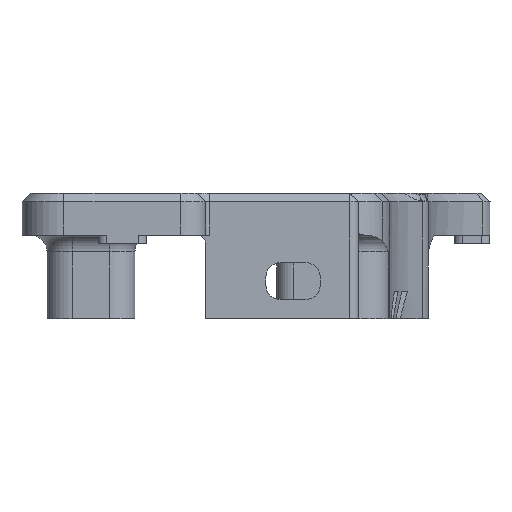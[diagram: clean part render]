
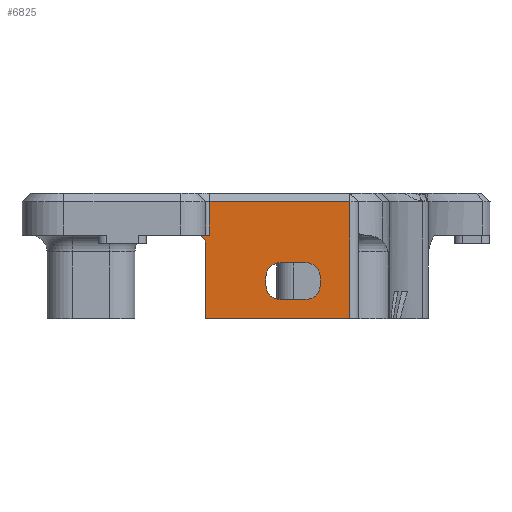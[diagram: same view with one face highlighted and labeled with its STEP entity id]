
A CAD part, front view. The second image highlights one B-rep face of the part: STEP entity #6825.
In plain terms, the highlighted planar face has unit normal (0, -1, 0).
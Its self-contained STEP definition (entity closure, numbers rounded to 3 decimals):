
#545=FACE_BOUND('',#1431,.T.);
#645=PLANE('',#7413);
#1021=FACE_OUTER_BOUND('',#1430,.T.);
#1430=EDGE_LOOP('',(#5682,#5683,#5684,#5685,#5686,#5687,#5688));
#1431=EDGE_LOOP('',(#5689,#5690,#5691,#5692,#5693,#5694,#5695,#5696));
#1877=LINE('',#11256,#2432);
#1899=LINE('',#11371,#2454);
#1999=LINE('',#11883,#2554);
#2000=LINE('',#11884,#2555);
#2001=LINE('',#11885,#2556);
#2002=LINE('',#11888,#2557);
#2003=LINE('',#11891,#2558);
#2004=LINE('',#11895,#2559);
#2005=LINE('',#11899,#2560);
#2006=LINE('',#11903,#2561);
#2432=VECTOR('',#8478,1000.);
#2454=VECTOR('',#8572,1000.);
#2554=VECTOR('',#8880,1000.);
#2555=VECTOR('',#8881,1000.);
#2556=VECTOR('',#8882,1000.);
#2557=VECTOR('',#8885,1000.);
#2558=VECTOR('',#8886,10.);
#2559=VECTOR('',#8889,1000.);
#2560=VECTOR('',#8892,10.);
#2561=VECTOR('',#8895,1000.);
#2934=CIRCLE('',#7414,1.);
#2935=CIRCLE('',#7415,1.7);
#2936=CIRCLE('',#7416,1.7);
#2937=CIRCLE('',#7417,1.7);
#2938=CIRCLE('',#7418,1.7);
#3367=VERTEX_POINT('',#11253);
#3368=VERTEX_POINT('',#11255);
#3385=VERTEX_POINT('',#11368);
#3386=VERTEX_POINT('',#11370);
#3524=VERTEX_POINT('',#11881);
#3525=VERTEX_POINT('',#11882);
#3526=VERTEX_POINT('',#11886);
#3527=VERTEX_POINT('',#11889);
#3528=VERTEX_POINT('',#11890);
#3529=VERTEX_POINT('',#11892);
#3530=VERTEX_POINT('',#11894);
#3531=VERTEX_POINT('',#11896);
#3532=VERTEX_POINT('',#11898);
#3533=VERTEX_POINT('',#11900);
#3534=VERTEX_POINT('',#11902);
#4092=EDGE_CURVE('',#3367,#3368,#1877,.T.);
#4125=EDGE_CURVE('',#3386,#3385,#1899,.T.);
#4313=EDGE_CURVE('',#3524,#3525,#1999,.T.);
#4314=EDGE_CURVE('',#3525,#3368,#2000,.T.);
#4315=EDGE_CURVE('',#3367,#3386,#2001,.T.);
#4316=EDGE_CURVE('',#3385,#3526,#2934,.T.);
#4317=EDGE_CURVE('',#3526,#3524,#2002,.T.);
#4318=EDGE_CURVE('',#3527,#3528,#2003,.T.);
#4319=EDGE_CURVE('',#3528,#3529,#2935,.T.);
#4320=EDGE_CURVE('',#3529,#3530,#2004,.T.);
#4321=EDGE_CURVE('',#3530,#3531,#2936,.T.);
#4322=EDGE_CURVE('',#3531,#3532,#2005,.T.);
#4323=EDGE_CURVE('',#3532,#3533,#2937,.T.);
#4324=EDGE_CURVE('',#3533,#3534,#2006,.T.);
#4325=EDGE_CURVE('',#3534,#3527,#2938,.T.);
#5682=ORIENTED_EDGE('',*,*,#4313,.T.);
#5683=ORIENTED_EDGE('',*,*,#4314,.T.);
#5684=ORIENTED_EDGE('',*,*,#4092,.F.);
#5685=ORIENTED_EDGE('',*,*,#4315,.T.);
#5686=ORIENTED_EDGE('',*,*,#4125,.T.);
#5687=ORIENTED_EDGE('',*,*,#4316,.T.);
#5688=ORIENTED_EDGE('',*,*,#4317,.T.);
#5689=ORIENTED_EDGE('',*,*,#4318,.T.);
#5690=ORIENTED_EDGE('',*,*,#4319,.T.);
#5691=ORIENTED_EDGE('',*,*,#4320,.T.);
#5692=ORIENTED_EDGE('',*,*,#4321,.T.);
#5693=ORIENTED_EDGE('',*,*,#4322,.T.);
#5694=ORIENTED_EDGE('',*,*,#4323,.T.);
#5695=ORIENTED_EDGE('',*,*,#4324,.T.);
#5696=ORIENTED_EDGE('',*,*,#4325,.T.);
#6825=ADVANCED_FACE('',(#1021,#545),#645,.T.);
#7413=AXIS2_PLACEMENT_3D('',#11880,#8878,#8879);
#7414=AXIS2_PLACEMENT_3D('',#11887,#8883,#8884);
#7415=AXIS2_PLACEMENT_3D('',#11893,#8887,#8888);
#7416=AXIS2_PLACEMENT_3D('',#11897,#8890,#8891);
#7417=AXIS2_PLACEMENT_3D('',#11901,#8893,#8894);
#7418=AXIS2_PLACEMENT_3D('',#11904,#8896,#8897);
#8478=DIRECTION('',(1.,0.,0.));
#8572=DIRECTION('',(-1.,0.,0.));
#8878=DIRECTION('center_axis',(0.,-1.,
0.));
#8879=DIRECTION('ref_axis',(1.,0.,0.));
#8880=DIRECTION('',(1.,0.,0.));
#8881=DIRECTION('',(0.,0.,1.));
#8882=DIRECTION('',(0.,0.,-1.));
#8883=DIRECTION('center_axis',(0.,1.,0.));
#8884=DIRECTION('ref_axis',(-1.,0.,0.));
#8885=DIRECTION('',(0.,0.,-1.));
#8886=DIRECTION('',(0.,0.,-1.));
#8887=DIRECTION('center_axis',(0.,1.,0.));
#8888=DIRECTION('ref_axis',(1.,0.,0.));
#8889=DIRECTION('',(-1.,0.,0.));
#8890=DIRECTION('center_axis',(0.,1.,0.));
#8891=DIRECTION('ref_axis',(1.,0.,0.));
#8892=DIRECTION('',(0.,0.,1.));
#8893=DIRECTION('center_axis',(0.,1.,0.));
#8894=DIRECTION('ref_axis',(1.,0.,0.));
#8895=DIRECTION('',(1.,0.,0.));
#8896=DIRECTION('center_axis',(0.,1.,0.));
#8897=DIRECTION('ref_axis',(1.,0.,0.));
#11253=CARTESIAN_POINT('',(1.9,-60.571,47.306));
#11255=CARTESIAN_POINT('',(18.75,-60.571,47.306));
#11256=CARTESIAN_POINT('',(13.408,-60.571,47.306));
#11368=CARTESIAN_POINT('',(0.5,-60.571,43.306));
#11370=CARTESIAN_POINT('',(1.9,-60.571,43.306));
#11371=CARTESIAN_POINT('',(19.3,-60.571,43.306));
#11880=CARTESIAN_POINT('Origin',(19.3,-60.571,48.306));
#11881=CARTESIAN_POINT('',(1.5,-60.571,33.306));
#11882=CARTESIAN_POINT('',(18.75,-60.571,33.306));
#11883=CARTESIAN_POINT('',(19.3,-60.571,33.306));
#11884=CARTESIAN_POINT('',(18.75,-60.571,48.306));
#11885=CARTESIAN_POINT('',(1.9,-60.571,48.306));
#11886=CARTESIAN_POINT('',(1.5,-60.571,42.306));
#11887=CARTESIAN_POINT('Origin',(0.5,-60.571,42.306));
#11888=CARTESIAN_POINT('',(1.5,-60.571,48.306));
#11889=CARTESIAN_POINT('',(15.2,-60.571,38.306));
#11890=CARTESIAN_POINT('',(15.2,-60.571,37.306));
#11891=CARTESIAN_POINT('',(15.2,-60.571,43.306));
#11892=CARTESIAN_POINT('',(13.5,-60.571,35.606));
#11893=CARTESIAN_POINT('Origin',(13.5,-60.571,37.306));
#11894=CARTESIAN_POINT('',(10.4,-60.571,35.606));
#11895=CARTESIAN_POINT('',(19.3,-60.571,35.606));
#11896=CARTESIAN_POINT('',(8.7,-60.571,37.306));
#11897=CARTESIAN_POINT('Origin',(10.4,-60.571,37.306));
#11898=CARTESIAN_POINT('',(8.7,-60.571,38.306));
#11899=CARTESIAN_POINT('',(8.7,-60.571,42.806));
#11900=CARTESIAN_POINT('',(10.4,-60.571,40.006));
#11901=CARTESIAN_POINT('Origin',(10.4,-60.571,38.306));
#11902=CARTESIAN_POINT('',(13.5,-60.571,40.006));
#11903=CARTESIAN_POINT('',(19.3,-60.571,40.006));
#11904=CARTESIAN_POINT('Origin',(13.5,-60.571,38.306));
